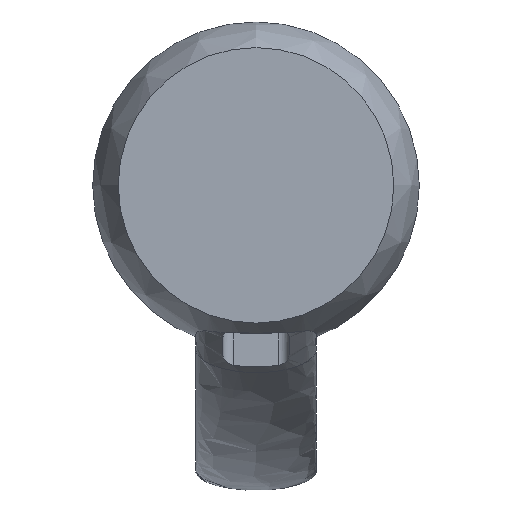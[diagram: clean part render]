
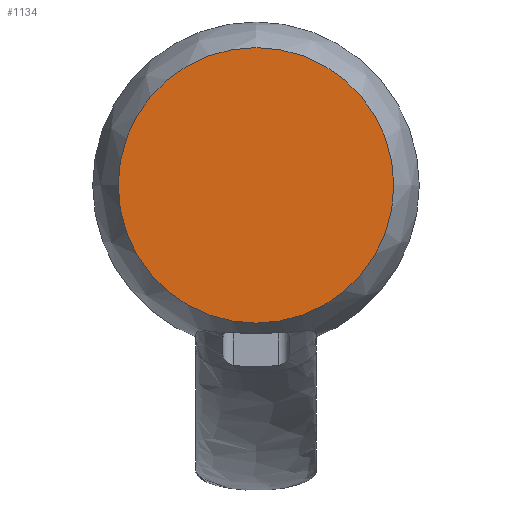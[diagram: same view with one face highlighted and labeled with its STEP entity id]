
A CAD part, front view. The second image highlights one B-rep face of the part: STEP entity #1134.
In plain terms, the highlighted planar face has unit normal (0, -1, 0).
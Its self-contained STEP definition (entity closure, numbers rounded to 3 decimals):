
#217=CIRCLE('',#1265,22.867);
#256=PLANE('',#1267);
#325=FACE_OUTER_BOUND('',#408,.T.);
#408=EDGE_LOOP('',(#1059));
#570=VERTEX_POINT('',#2732);
#732=EDGE_CURVE('',#570,#570,#217,.T.);
#1059=ORIENTED_EDGE('',*,*,#732,.T.);
#1134=ADVANCED_FACE('',(#325),#256,.T.);
#1265=AXIS2_PLACEMENT_3D('',#2733,#1560,#1561);
#1267=AXIS2_PLACEMENT_3D('',#2735,#1564,#1565);
#1560=DIRECTION('center_axis',(0.,-1.,0.));
#1561=DIRECTION('ref_axis',(1.,0.,0.));
#1564=DIRECTION('center_axis',(0.,-1.,0.));
#1565=DIRECTION('ref_axis',(0.,0.,-1.));
#2732=CARTESIAN_POINT('',(0.,-18.,22.867));
#2733=CARTESIAN_POINT('Origin',(0.,-18.,0.));
#2735=CARTESIAN_POINT('Origin',(0.,-18.,0.));
